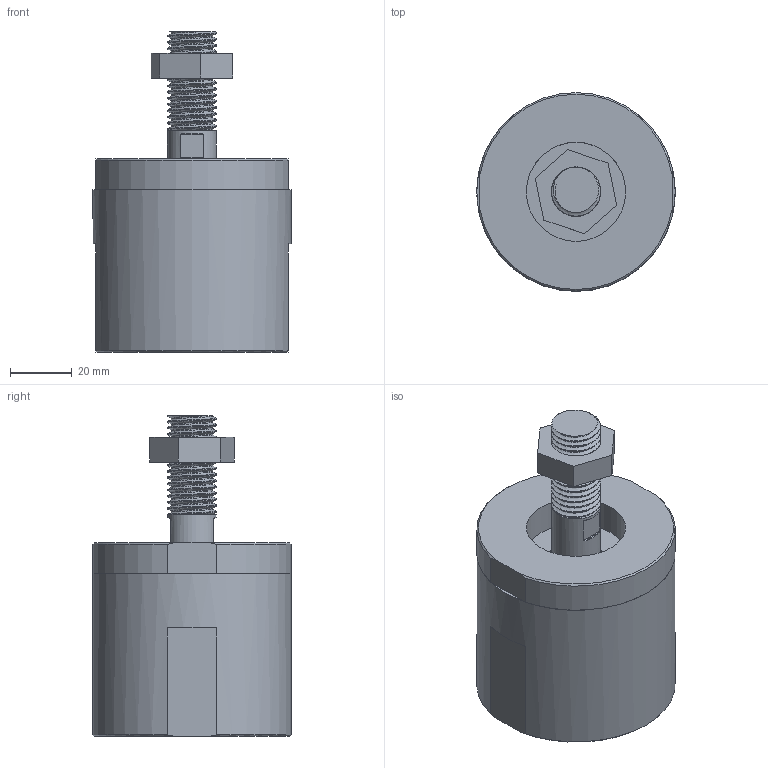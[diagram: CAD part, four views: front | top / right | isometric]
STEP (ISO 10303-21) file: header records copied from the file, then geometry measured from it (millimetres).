
FILE_DESCRIPTION(/* description */ (''),/* implementation_level */ '2;1');
FILE_NAME(/* name */ '10052 M16x1,5 Floatmatic.step',/* time_stamp */ '2020-08-02T08:12:45+02:00',/* author */ (''),/* organization */ (''),/* preprocessor_version */ 'ST-DEVELOPER v18.1',/* originating_system */ 'Autodesk Translation Framework v9.3.0.1241',/* authorisation */ '');
FILE_SCHEMA (('AUTOMOTIVE_DESIGN { 1 0 10303 214 3 1 1 }'));
Length unit declared in the file: millimetre
Products named in the file (7): 10052; 10053; 10017; 10016; 10015; 10054; M16 DIN439
Assembly tree (6 placements, depth 2):
  10052
    10053
    10017
    10016
    10015
    10054
    M16 DIN439
Bounding box: 64 x 64 x 103.5 mm (x, y, z)
Volume: 183020.5 mm3; surface area: 52315.4 mm2
Topology: 6 solids, 6 shells, 172 faces, 455 edges, 301 vertices
Faces by surface type: cylinder 113, plane 39, bspline 8, torus 6, cone 6
Full cylindrical faces by diameter (mm): 13.534 x15, 14.023 x15, 15.822 x16, 16 x1, 16.25 x15, 16.5 x1, 32 x1, 37 x2, 53 x1, 57.5 x1, 58.127 x6, 58.526 x7, 59.85 x6, 60.214 x6, 64 x1
Entity records: 17332 total; most frequent: CARTESIAN_POINT 13265, ORIENTED_EDGE 908, DIRECTION 644, EDGE_CURVE 454, VERTEX_POINT 301, AXIS2_PLACEMENT_3D 247, B_SPLINE_CURVE_WITH_KNOTS 226, EDGE_LOOP 185
